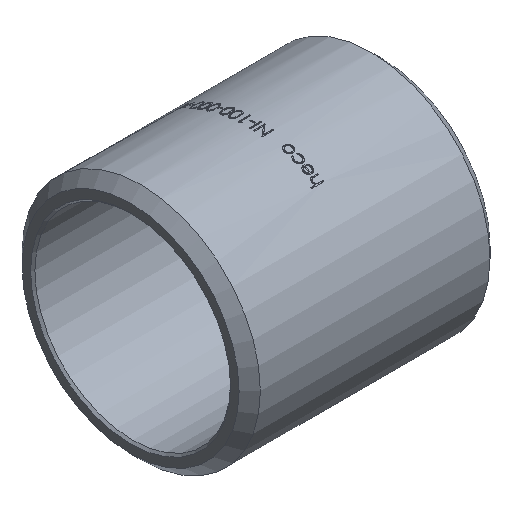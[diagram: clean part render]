
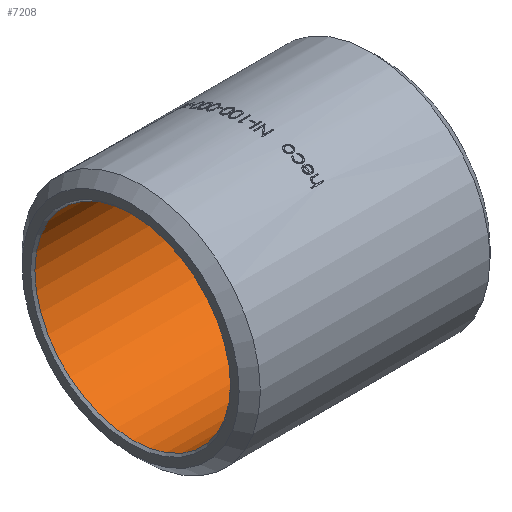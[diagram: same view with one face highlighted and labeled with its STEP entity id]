
A CAD part, isometric view. The second image highlights one B-rep face of the part: STEP entity #7208.
In plain terms, the highlighted cylindrical face has radius 13.65 mm (diameter 27.3 mm), a full revolution.
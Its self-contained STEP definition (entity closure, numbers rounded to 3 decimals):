
#5 = CIRCLE ( 'NONE', #11765, 13.65 ) ;
#43 = VERTEX_POINT ( 'NONE', #5154 ) ;
#615 = AXIS2_PLACEMENT_3D ( 'NONE', #5660, #11022, #8357 ) ;
#903 = ORIENTED_EDGE ( 'NONE', *, *, #14711, .T. ) ;
#1250 = CARTESIAN_POINT ( 'NONE',  ( 0., 0., 0. ) ) ;
#1871 = FACE_OUTER_BOUND ( 'NONE', #5070, .T. ) ;
#2171 = CIRCLE ( 'NONE', #615, 13.65 ) ;
#3889 = ORIENTED_EDGE ( 'NONE', *, *, #10475, .T. ) ;
#4141 = VERTEX_POINT ( 'NONE', #5259 ) ;
#5070 = EDGE_LOOP ( 'NONE', ( #903 ) ) ;
#5154 = CARTESIAN_POINT ( 'NONE',  ( 0.3, 0., -13.65 ) ) ;
#5259 = CARTESIAN_POINT ( 'NONE',  ( 34.7, 0., 13.65 ) ) ;
#5660 = CARTESIAN_POINT ( 'NONE',  ( 34.7, 0., 0. ) ) ;
#6630 = EDGE_LOOP ( 'NONE', ( #3889 ) ) ;
#6713 = DIRECTION ( 'NONE',  ( -1., 0., 0. ) ) ;
#7208 = ADVANCED_FACE ( 'NONE', ( #1871, #13757 ), #9660, .F. ) ;
#8357 = DIRECTION ( 'NONE',  ( 0., 0., 1. ) ) ;
#9029 = DIRECTION ( 'NONE',  ( 0., 0., 1. ) ) ;
#9660 = CYLINDRICAL_SURFACE ( 'NONE', #11760, 13.65 ) ;
#10475 = EDGE_CURVE ( 'NONE', #4141, #4141, #2171, .T. ) ;
#11022 = DIRECTION ( 'NONE',  ( 1., 0., 0. ) ) ;
#11760 = AXIS2_PLACEMENT_3D ( 'NONE', #1250, #13213, #9029 ) ;
#11765 = AXIS2_PLACEMENT_3D ( 'NONE', #14501, #6713, #15812 ) ;
#13213 = DIRECTION ( 'NONE',  ( -1., 0., 0. ) ) ;
#13757 = FACE_OUTER_BOUND ( 'NONE', #6630, .T. ) ;
#14501 = CARTESIAN_POINT ( 'NONE',  ( 0.3, 0., 0. ) ) ;
#14711 = EDGE_CURVE ( 'NONE', #43, #43, #5, .T. ) ;
#15812 = DIRECTION ( 'NONE',  ( 0., 0., -1. ) ) ;
